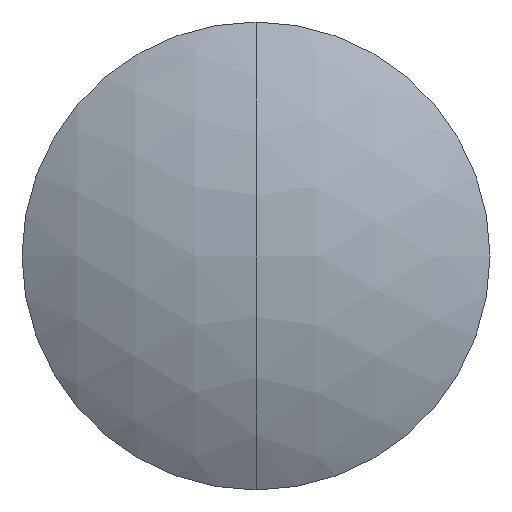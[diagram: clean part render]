
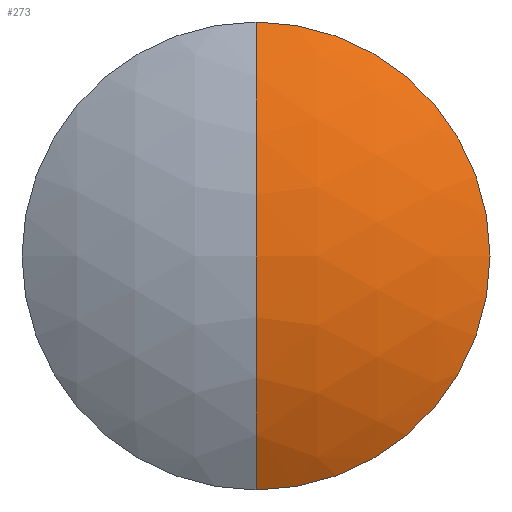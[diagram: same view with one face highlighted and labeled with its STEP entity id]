
A CAD part, left-side view. The second image highlights one B-rep face of the part: STEP entity #273.
In plain terms, the highlighted spherical face has radius 7.75 mm.
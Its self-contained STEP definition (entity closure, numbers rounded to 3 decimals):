
#3 = FACE_OUTER_BOUND ( 'NONE', #68, .T. ) ;
#4 = CARTESIAN_POINT ( 'NONE',  ( 29.511, 0., 0. ) ) ;
#7 = SPHERICAL_SURFACE ( 'NONE', #208, 7.75 ) ;
#18 = CARTESIAN_POINT ( 'NONE',  ( 22.873, 0., 0. ) ) ;
#28 = VERTEX_POINT ( 'NONE', #70 ) ;
#29 = DIRECTION ( 'NONE',  ( 0., 0., 1. ) ) ;
#36 = EDGE_CURVE ( 'NONE', #296, #28, #163, .T. ) ;
#68 = EDGE_LOOP ( 'NONE', ( #277, #270, #131 ) ) ;
#70 = CARTESIAN_POINT ( 'NONE',  ( 21.761, 0., 0. ) ) ;
#130 = VERTEX_POINT ( 'NONE', #202 ) ;
#131 = ORIENTED_EDGE ( 'NONE', *, *, #36, .F. ) ;
#144 = DIRECTION ( 'NONE',  ( 0., -1., 0. ) ) ;
#163 = CIRCLE ( 'NONE', #302, 7.75 ) ;
#167 = DIRECTION ( 'NONE',  ( 0., -1., 0. ) ) ;
#183 = DIRECTION ( 'NONE',  ( 0., 1., 0. ) ) ;
#184 = EDGE_CURVE ( 'NONE', #130, #28, #334, .T. ) ;
#193 = EDGE_CURVE ( 'NONE', #296, #130, #230, .T. ) ;
#202 = CARTESIAN_POINT ( 'NONE',  ( 22.873, 0., 4. ) ) ;
#208 = AXIS2_PLACEMENT_3D ( 'NONE', #4, #144, #308 ) ;
#226 = CARTESIAN_POINT ( 'NONE',  ( 29.511, 0., 0. ) ) ;
#230 = CIRCLE ( 'NONE', #320, 4. ) ;
#241 = CARTESIAN_POINT ( 'NONE',  ( 29.511, 0., 0. ) ) ;
#270 = ORIENTED_EDGE ( 'NONE', *, *, #184, .T. ) ;
#273 = ADVANCED_FACE ( 'NONE', ( #3 ), #7, .T. ) ;
#277 = ORIENTED_EDGE ( 'NONE', *, *, #193, .T. ) ;
#279 = DIRECTION ( 'NONE',  ( 0., 0., -1. ) ) ;
#288 = DIRECTION ( 'NONE',  ( -1., 0., 0. ) ) ;
#296 = VERTEX_POINT ( 'NONE', #307 ) ;
#302 = AXIS2_PLACEMENT_3D ( 'NONE', #226, #183, #29 ) ;
#306 = AXIS2_PLACEMENT_3D ( 'NONE', #241, #167, #279 ) ;
#307 = CARTESIAN_POINT ( 'NONE',  ( 22.873, 0., -4. ) ) ;
#308 = DIRECTION ( 'NONE',  ( 0., 0., -1. ) ) ;
#320 = AXIS2_PLACEMENT_3D ( 'NONE', #18, #288, #341 ) ;
#334 = CIRCLE ( 'NONE', #306, 7.75 ) ;
#341 = DIRECTION ( 'NONE',  ( 0., 0., 1. ) ) ;
